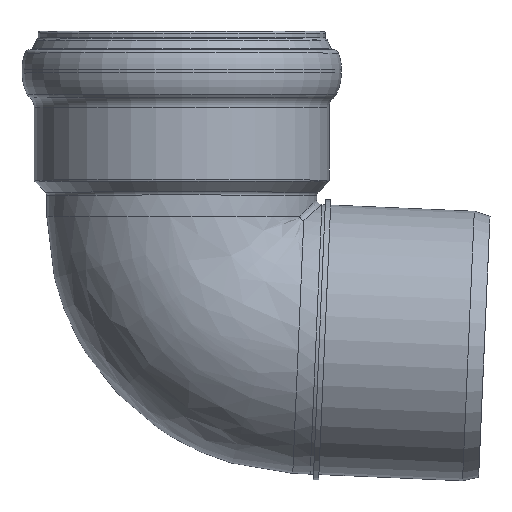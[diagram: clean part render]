
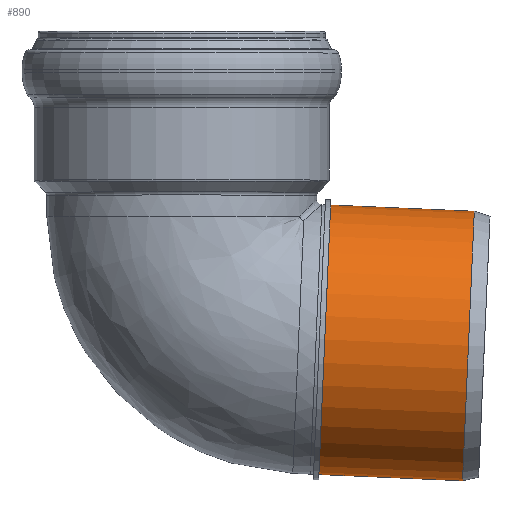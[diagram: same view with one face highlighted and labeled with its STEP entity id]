
A CAD part, top view. The second image highlights one B-rep face of the part: STEP entity #890.
In plain terms, the highlighted cylindrical face has radius 55.15 mm (diameter 110.3 mm), a full revolution.
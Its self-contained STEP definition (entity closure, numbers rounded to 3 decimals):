
#63=FACE_OUTER_BOUND('',#115,.T.);
#115=EDGE_LOOP('',(#587,#588,#589,#590));
#166=LINE('',#1513,#188);
#188=VECTOR('',#1152,55.15);
#212=CIRCLE('',#966,55.15);
#213=CIRCLE('',#968,55.15);
#333=VERTEX_POINT('',#1508);
#334=VERTEX_POINT('',#1511);
#436=EDGE_CURVE('',#333,#333,#212,.T.);
#437=EDGE_CURVE('',#334,#334,#213,.T.);
#438=EDGE_CURVE('',#334,#333,#166,.T.);
#587=ORIENTED_EDGE('',*,*,#437,.F.);
#588=ORIENTED_EDGE('',*,*,#438,.T.);
#589=ORIENTED_EDGE('',*,*,#436,.T.);
#590=ORIENTED_EDGE('',*,*,#438,.F.);
#874=CYLINDRICAL_SURFACE('',#967,55.15);
#890=ADVANCED_FACE('',(#63),#874,.T.);
#966=AXIS2_PLACEMENT_3D('',#1509,#1146,#1147);
#967=AXIS2_PLACEMENT_3D('',#1510,#1148,#1149);
#968=AXIS2_PLACEMENT_3D('',#1512,#1150,#1151);
#1146=DIRECTION('center_axis',(0.999,-0.044,0.));
#1147=DIRECTION('ref_axis',(-0.044,-0.999,0.));
#1148=DIRECTION('center_axis',(0.999,-0.044,0.));
#1149=DIRECTION('ref_axis',(-0.044,-0.999,0.));
#1150=DIRECTION('center_axis',(0.999,-0.044,0.));
#1151=DIRECTION('ref_axis',(0.044,0.999,0.));
#1152=DIRECTION('',(-0.999,0.044,0.));
#1508=CARTESIAN_POINT('',(60.916,52.543,0.));
#1509=CARTESIAN_POINT('Origin',(58.511,-2.555,0.));
#1510=CARTESIAN_POINT('Origin',(82.536,-3.604,0.));
#1511=CARTESIAN_POINT('',(119.658,49.978,0.));
#1512=CARTESIAN_POINT('Origin',(117.253,-5.119,0.));
#1513=CARTESIAN_POINT('',(84.941,51.494,0.));
